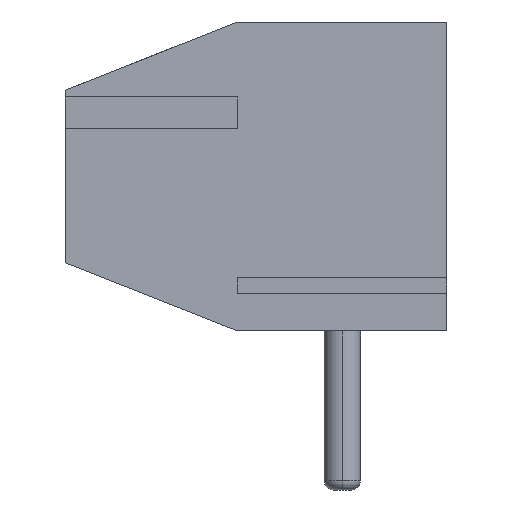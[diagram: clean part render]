
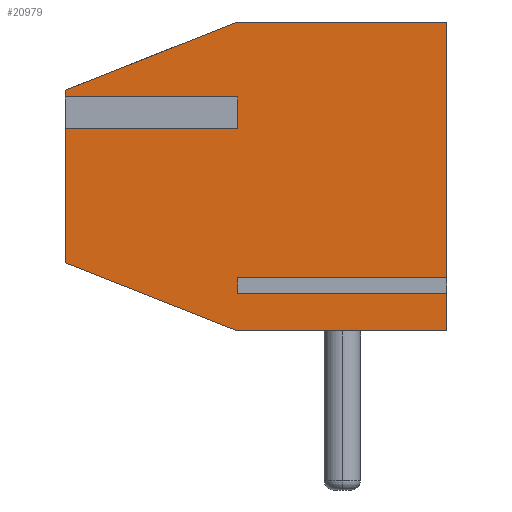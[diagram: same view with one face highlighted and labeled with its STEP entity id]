
A CAD part, left-side view. The second image highlights one B-rep face of the part: STEP entity #20979.
In plain terms, the highlighted planar face has unit normal (-1, 0, 0).
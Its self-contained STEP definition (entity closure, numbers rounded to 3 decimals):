
#729 = VECTOR ( 'NONE', #16535, 1000. ) ;
#935 = CARTESIAN_POINT ( 'NONE',  ( 0., 8.4, 1.5 ) ) ;
#1027 = ORIENTED_EDGE ( 'NONE', *, *, #13195, .F. ) ;
#2364 = PLANE ( 'NONE',  #23774 ) ;
#2389 = VECTOR ( 'NONE', #23853, 1000. ) ;
#2452 = VECTOR ( 'NONE', #25483, 1000. ) ;
#3121 = LINE ( 'NONE', #23951, #25441 ) ;
#3351 = CARTESIAN_POINT ( 'NONE',  ( 0., 4.6, 4.632 ) ) ;
#3411 = DIRECTION ( 'NONE',  ( 0., -0.93, 0.367 ) ) ;
#3634 = CARTESIAN_POINT ( 'NONE',  ( 0., 0., 6.8 ) ) ;
#4452 = EDGE_CURVE ( 'NONE', #29899, #17035, #10870, .T. ) ;
#4769 = VERTEX_POINT ( 'NONE', #935 ) ;
#4797 = VECTOR ( 'NONE', #18413, 1000. ) ;
#4862 = DIRECTION ( 'NONE',  ( 0., 0., 1. ) ) ;
#5117 = VECTOR ( 'NONE', #6999, 1000. ) ;
#5256 = EDGE_CURVE ( 'NONE', #22335, #12158, #20509, .T. ) ;
#5409 = VERTEX_POINT ( 'NONE', #3351 ) ;
#5805 = ORIENTED_EDGE ( 'NONE', *, *, #7964, .F. ) ;
#6170 = LINE ( 'NONE', #19003, #9864 ) ;
#6238 = ORIENTED_EDGE ( 'NONE', *, *, #15232, .F. ) ;
#6999 = DIRECTION ( 'NONE',  ( 0., 0., 1. ) ) ;
#7717 = CARTESIAN_POINT ( 'NONE',  ( 0., 0., 0.832 ) ) ;
#7964 = EDGE_CURVE ( 'NONE', #33161, #4769, #18566, .T. ) ;
#7982 = CARTESIAN_POINT ( 'NONE',  ( 0., 8.4, 6.8 ) ) ;
#8027 = LINE ( 'NONE', #21175, #17182 ) ;
#8127 = VERTEX_POINT ( 'NONE', #25018 ) ;
#8476 = LINE ( 'NONE', #23676, #2389 ) ;
#8764 = VECTOR ( 'NONE', #13606, 1000. ) ;
#9070 = ORIENTED_EDGE ( 'NONE', *, *, #11296, .T. ) ;
#9626 = CARTESIAN_POINT ( 'NONE',  ( 0., 8.4, 5.3 ) ) ;
#9752 = CARTESIAN_POINT ( 'NONE',  ( 0., 0., 6.8 ) ) ;
#9864 = VECTOR ( 'NONE', #29423, 1000. ) ;
#10190 = ORIENTED_EDGE ( 'NONE', *, *, #26537, .T. ) ;
#10310 = VECTOR ( 'NONE', #18116, 1000. ) ;
#10423 = DIRECTION ( 'NONE',  ( 0., -1., 0. ) ) ;
#10597 = ORIENTED_EDGE ( 'NONE', *, *, #30385, .T. ) ;
#10870 = LINE ( 'NONE', #7982, #4797 ) ;
#11296 = EDGE_CURVE ( 'NONE', #27773, #15307, #8476, .T. ) ;
#11389 = LINE ( 'NONE', #22011, #729 ) ;
#11605 = VECTOR ( 'NONE', #22223, 1000. ) ;
#11871 = CARTESIAN_POINT ( 'NONE',  ( 0., 0., 1.168 ) ) ;
#12158 = VERTEX_POINT ( 'NONE', #7717 ) ;
#12171 = VERTEX_POINT ( 'NONE', #9626 ) ;
#12503 = CARTESIAN_POINT ( 'NONE',  ( 0., 0., 6.8 ) ) ;
#12610 = ORIENTED_EDGE ( 'NONE', *, *, #19828, .F. ) ;
#12690 = LINE ( 'NONE', #25534, #29136 ) ;
#12703 = EDGE_CURVE ( 'NONE', #33161, #22335, #8027, .T. ) ;
#13195 = EDGE_CURVE ( 'NONE', #26964, #12158, #3121, .T. ) ;
#13606 = DIRECTION ( 'NONE',  ( 0., 0.93, 0.367 ) ) ;
#15232 = EDGE_CURVE ( 'NONE', #4769, #24898, #27320, .T. ) ;
#15307 = VERTEX_POINT ( 'NONE', #19778 ) ;
#15691 = DIRECTION ( 'NONE',  ( 1., 0., 0. ) ) ;
#16219 = LINE ( 'NONE', #26653, #29669 ) ;
#16535 = DIRECTION ( 'NONE',  ( 0., -1., 0. ) ) ;
#16991 = VERTEX_POINT ( 'NONE', #11871 ) ;
#17035 = VERTEX_POINT ( 'NONE', #12503 ) ;
#17182 = VECTOR ( 'NONE', #26001, 1000. ) ;
#18116 = DIRECTION ( 'NONE',  ( 0., 0., 1. ) ) ;
#18318 = VECTOR ( 'NONE', #26079, 1000. ) ;
#18413 = DIRECTION ( 'NONE',  ( 0., -1., 0. ) ) ;
#18566 = LINE ( 'NONE', #31529, #8764 ) ;
#18582 = DIRECTION ( 'NONE',  ( 0., 0., -1. ) ) ;
#18691 = ORIENTED_EDGE ( 'NONE', *, *, #12703, .T. ) ;
#19003 = CARTESIAN_POINT ( 'NONE',  ( 0., 4.6, 0.832 ) ) ;
#19324 = CARTESIAN_POINT ( 'NONE',  ( 0., 4.6, 0.832 ) ) ;
#19778 = CARTESIAN_POINT ( 'NONE',  ( 0., 4.6, 4.968 ) ) ;
#19828 = EDGE_CURVE ( 'NONE', #27773, #12171, #12690, .T. ) ;
#20509 = LINE ( 'NONE', #9752, #10310 ) ;
#20564 = ORIENTED_EDGE ( 'NONE', *, *, #4452, .F. ) ;
#20925 = ORIENTED_EDGE ( 'NONE', *, *, #22922, .F. ) ;
#20947 = FACE_OUTER_BOUND ( 'NONE', #27909, .T. ) ;
#20979 = ADVANCED_FACE ( 'NONE', ( #20947 ), #2364, .F. ) ;
#21175 = CARTESIAN_POINT ( 'NONE',  ( 0., 8.4, 0. ) ) ;
#21730 = LINE ( 'NONE', #3634, #11605 ) ;
#22011 = CARTESIAN_POINT ( 'NONE',  ( 0., 8.4, 4.632 ) ) ;
#22030 = CARTESIAN_POINT ( 'NONE',  ( 0., 8.4, 4.632 ) ) ;
#22223 = DIRECTION ( 'NONE',  ( 0., 0., 1. ) ) ;
#22335 = VERTEX_POINT ( 'NONE', #24725 ) ;
#22692 = CARTESIAN_POINT ( 'NONE',  ( 0., 8.4, 4.968 ) ) ;
#22703 = CARTESIAN_POINT ( 'NONE',  ( 0., 8.4, 6.8 ) ) ;
#22922 = EDGE_CURVE ( 'NONE', #24898, #5409, #11389, .T. ) ;
#23070 = LINE ( 'NONE', #25646, #2452 ) ;
#23676 = CARTESIAN_POINT ( 'NONE',  ( 0., 8.4, 4.968 ) ) ;
#23774 = AXIS2_PLACEMENT_3D ( 'NONE', #31048, #15691, #18582 ) ;
#23853 = DIRECTION ( 'NONE',  ( 0., -1., 0. ) ) ;
#23951 = CARTESIAN_POINT ( 'NONE',  ( 0., 4.6, 0.832 ) ) ;
#24725 = CARTESIAN_POINT ( 'NONE',  ( 0., 0., 0. ) ) ;
#24898 = VERTEX_POINT ( 'NONE', #22030 ) ;
#25018 = CARTESIAN_POINT ( 'NONE',  ( 0., 4.6, 1.168 ) ) ;
#25441 = VECTOR ( 'NONE', #10423, 1000. ) ;
#25483 = DIRECTION ( 'NONE',  ( 0., 0., -1. ) ) ;
#25534 = CARTESIAN_POINT ( 'NONE',  ( 0., 8.4, 6.8 ) ) ;
#25646 = CARTESIAN_POINT ( 'NONE',  ( 0., 4.6, 4.968 ) ) ;
#26001 = DIRECTION ( 'NONE',  ( 0., -1., 0. ) ) ;
#26079 = DIRECTION ( 'NONE',  ( 0., -1., 0. ) ) ;
#26202 = ORIENTED_EDGE ( 'NONE', *, *, #32169, .T. ) ;
#26537 = EDGE_CURVE ( 'NONE', #15307, #5409, #23070, .T. ) ;
#26653 = CARTESIAN_POINT ( 'NONE',  ( 0., 8.4, 5.3 ) ) ;
#26964 = VERTEX_POINT ( 'NONE', #19324 ) ;
#27320 = LINE ( 'NONE', #22703, #5117 ) ;
#27632 = EDGE_CURVE ( 'NONE', #8127, #16991, #31189, .T. ) ;
#27773 = VERTEX_POINT ( 'NONE', #22692 ) ;
#27909 = EDGE_LOOP ( 'NONE', ( #28816, #26202, #20564, #30232, #12610, #9070, #10190, #20925, #6238, #5805, #18691, #32780, #1027, #10597 ) ) ;
#28198 = CARTESIAN_POINT ( 'NONE',  ( 0., 4.6, 0. ) ) ;
#28315 = CARTESIAN_POINT ( 'NONE',  ( 0., 4.6, 1.168 ) ) ;
#28816 = ORIENTED_EDGE ( 'NONE', *, *, #27632, .T. ) ;
#29136 = VECTOR ( 'NONE', #4862, 1000. ) ;
#29423 = DIRECTION ( 'NONE',  ( 0., 0., 1. ) ) ;
#29669 = VECTOR ( 'NONE', #3411, 1000. ) ;
#29899 = VERTEX_POINT ( 'NONE', #31741 ) ;
#29929 = EDGE_CURVE ( 'NONE', #12171, #29899, #16219, .T. ) ;
#30232 = ORIENTED_EDGE ( 'NONE', *, *, #29929, .F. ) ;
#30385 = EDGE_CURVE ( 'NONE', #26964, #8127, #6170, .T. ) ;
#31048 = CARTESIAN_POINT ( 'NONE',  ( 0., 8.4, 6.8 ) ) ;
#31189 = LINE ( 'NONE', #28315, #18318 ) ;
#31529 = CARTESIAN_POINT ( 'NONE',  ( 0., 8.4, 1.5 ) ) ;
#31741 = CARTESIAN_POINT ( 'NONE',  ( 0., 4.6, 6.8 ) ) ;
#32169 = EDGE_CURVE ( 'NONE', #16991, #17035, #21730, .T. ) ;
#32780 = ORIENTED_EDGE ( 'NONE', *, *, #5256, .T. ) ;
#33161 = VERTEX_POINT ( 'NONE', #28198 ) ;
